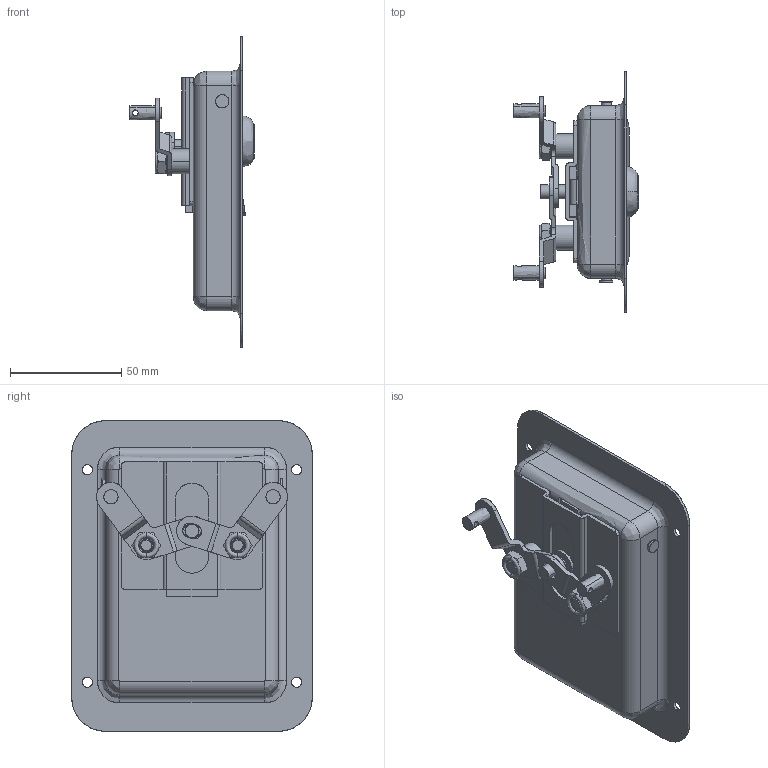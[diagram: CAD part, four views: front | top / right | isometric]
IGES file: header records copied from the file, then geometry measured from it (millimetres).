
Start section: SolidWorks IGES file using analytic representation for surfaces
Global section: file name: A-1880-1W.IGS; native system: SolidWorks 2018; preprocessor: SolidWorks 2018; author: 0849sm; date: 201014.174813; units: millimetre
Bounding box: 55.8 x 108 x 139.5 mm (x, y, z)
Surface area: 75812.7 mm2 (no closed solid volume)
Topology: 0 solids, 0 shells, 396 faces, 5650 edges, 5650 vertices
Faces by surface type: revolution 201, bspline 195
